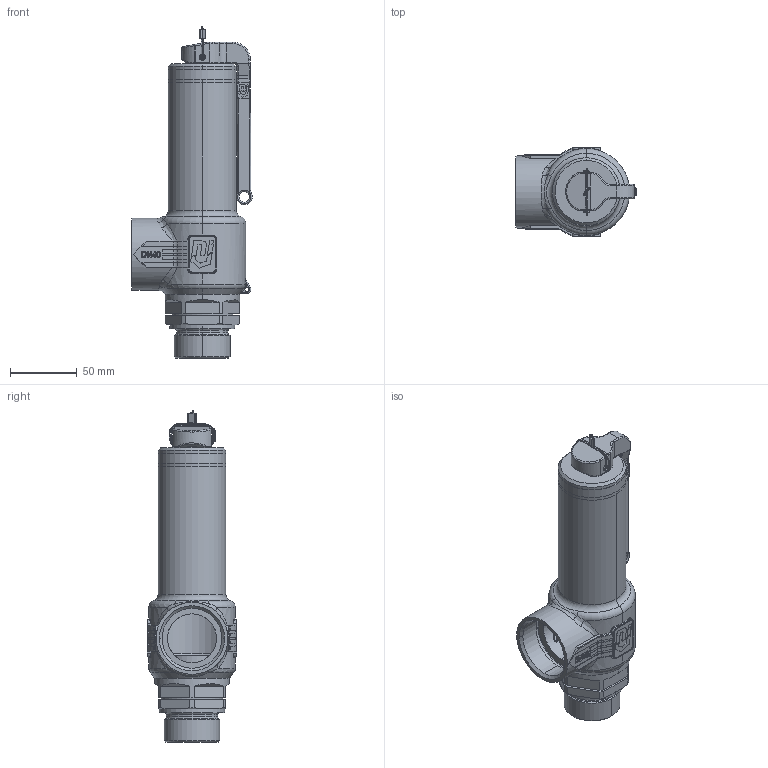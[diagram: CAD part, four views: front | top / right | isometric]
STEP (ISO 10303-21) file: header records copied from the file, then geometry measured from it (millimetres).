
FILE_DESCRIPTION(('HOOPS Exchange Step'),'2;1');
FILE_NAME('15_SV1801-DN25-1-1-4-x-1-1-2.stp','2025-02-07T11:35:23+01:00',('nieru'),('Unknown organisation'),'HOOPS Exchange 2024.2','HOOPS Exchange','Unknown authorisation');
FILE_SCHEMA( ('AP203_CONFIGURATION_CONTROLLED_3D_DESIGN_OF_MECHANICAL_PARTS_AND_ASSEMBLIES_MIM_LF') );
Length unit declared in the file: millimetre
Products named in the file (2): 0; root
Assembly tree (1 placements, depth 2):
  root
    0
Bounding box: 90.5 x 67 x 249.19 mm (x, y, z)
Volume: 282252.4 mm3; surface area: 107940.7 mm2
Topology: 11 solids, 11 shells, 996 faces, 2571 edges, 1631 vertices
Faces by surface type: plane 364, cylinder 271, bspline 225, torus 92, cone 40, sphere 4
Full cylindrical faces by diameter (mm): 51 x1
Entity records: 42531 total; most frequent: CARTESIAN_POINT 19834, ORIENTED_EDGE 5116, DIRECTION 4041, EDGE_CURVE 2558, VERTEX_POINT 1631, AXIS2_PLACEMENT_3D 1413, VECTOR 1215, LINE 1215
